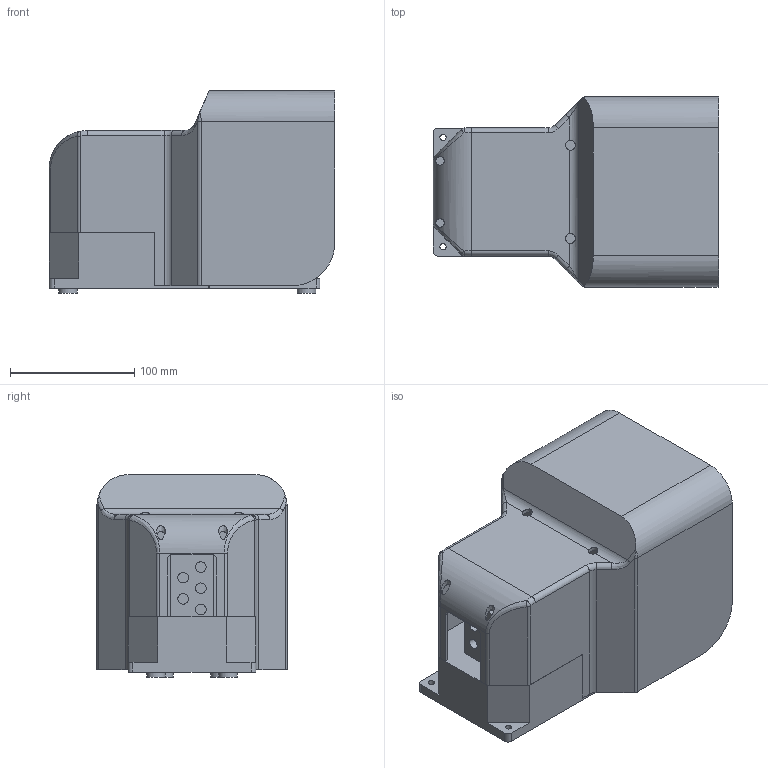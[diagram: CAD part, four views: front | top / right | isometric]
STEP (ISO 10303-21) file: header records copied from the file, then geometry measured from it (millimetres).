
FILE_DESCRIPTION((''),'2;1');
FILE_NAME('228_52_10_1-1.stp','2006-12-19T11:43:33',('rivolro1'),(''),'Autodesk Inventor 11','Autodesk Inventor 11','');
FILE_SCHEMA(('AUTOMOTIVE_DESIGN { 1 0 10303 214 1 1 1 1 }'));
Length unit declared in the file: millimetre
Products named in the file (3): 228_52_10_1-1; 228_52_10_1-1(A); 228_52_10_1-1(B)
Assembly tree (2 placements, depth 2):
  228_52_10_1-1
    228_52_10_1-1(A)
    228_52_10_1-1(B)
Bounding box: 230 x 153 x 163 mm (x, y, z)
Volume: 1036925.6 mm3; surface area: 296304.8 mm2
Topology: 2 solids, 2 shells, 192 faces, 502 edges, 320 vertices
Faces by surface type: plane 94, cylinder 57, bspline 29, torus 8, sphere 4
Full cylindrical faces by diameter (mm): 5 x2, 15 x5
Entity records: 7010 total; most frequent: CARTESIAN_POINT 2246, ORIENTED_EDGE 968, DIRECTION 966, EDGE_CURVE 484, AXIS2_PLACEMENT_3D 332, VERTEX_POINT 318, VECTOR 302, LINE 302
